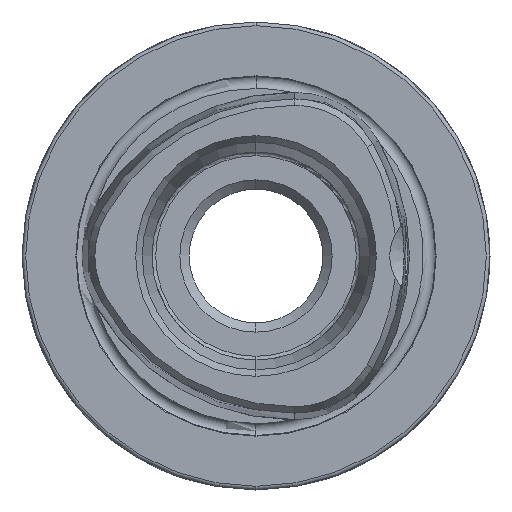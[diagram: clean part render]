
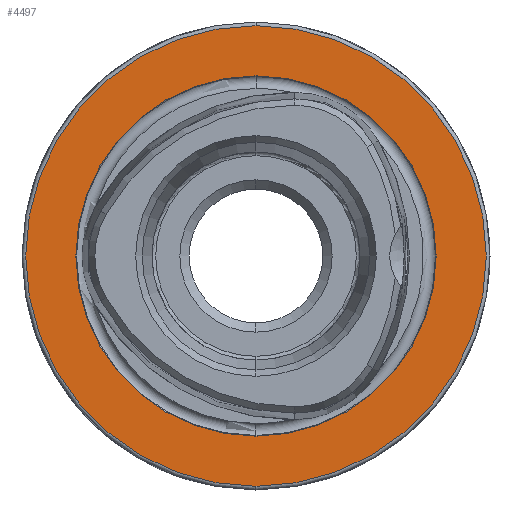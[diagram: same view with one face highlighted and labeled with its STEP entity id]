
A CAD part, left-side view. The second image highlights one B-rep face of the part: STEP entity #4497.
In plain terms, the highlighted planar face has unit normal (-1, 0, 0).
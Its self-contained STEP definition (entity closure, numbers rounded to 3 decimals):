
#135 = DIRECTION ( 'NONE',  ( 1., 0., 0. ) ) ;
#311 = CARTESIAN_POINT ( 'NONE',  ( 0., 0., 31. ) ) ;
#360 = CARTESIAN_POINT ( 'NONE',  ( 0., 0., -31. ) ) ;
#534 = EDGE_CURVE ( 'NONE', #943, #792, #1412, .T. ) ;
#608 = AXIS2_PLACEMENT_3D ( 'NONE', #6178, #135, #4078 ) ;
#787 = AXIS2_PLACEMENT_3D ( 'NONE', #919, #4827, #1480 ) ;
#792 = VERTEX_POINT ( 'NONE', #360 ) ;
#919 = CARTESIAN_POINT ( 'NONE',  ( 0., 0., 0. ) ) ;
#943 = VERTEX_POINT ( 'NONE', #311 ) ;
#1157 = VERTEX_POINT ( 'NONE', #6200 ) ;
#1412 = CIRCLE ( 'NONE', #5740, 31. ) ;
#1480 = DIRECTION ( 'NONE',  ( 0., 0., 1. ) ) ;
#1512 = FACE_OUTER_BOUND ( 'NONE', #2702, .T. ) ;
#1866 = CARTESIAN_POINT ( 'NONE',  ( 0., 0., 0. ) ) ;
#1956 = DIRECTION ( 'NONE',  ( -1., 0., 0. ) ) ;
#2073 = ORIENTED_EDGE ( 'NONE', *, *, #3688, .F. ) ;
#2414 = DIRECTION ( 'NONE',  ( 0., 0., 1. ) ) ;
#2702 = EDGE_LOOP ( 'NONE', ( #5035, #7017 ) ) ;
#2908 = CARTESIAN_POINT ( 'NONE',  ( 0., 0., 24.25 ) ) ;
#3176 = FACE_BOUND ( 'NONE', #6124, .T. ) ;
#3431 = ORIENTED_EDGE ( 'NONE', *, *, #6073, .F. ) ;
#3497 = CIRCLE ( 'NONE', #4109, 31. ) ;
#3688 = EDGE_CURVE ( 'NONE', #4090, #1157, #5550, .T. ) ;
#4078 = DIRECTION ( 'NONE',  ( 0., 0., -1. ) ) ;
#4090 = VERTEX_POINT ( 'NONE', #2908 ) ;
#4109 = AXIS2_PLACEMENT_3D ( 'NONE', #1866, #5762, #2414 ) ;
#4385 = CIRCLE ( 'NONE', #6154, 24.25 ) ;
#4497 = ADVANCED_FACE ( 'NONE', ( #3176, #1512 ), #5630, .F. ) ;
#4827 = DIRECTION ( 'NONE',  ( -1., 0., 0. ) ) ;
#5035 = ORIENTED_EDGE ( 'NONE', *, *, #534, .T. ) ;
#5143 = CARTESIAN_POINT ( 'NONE',  ( 0., 0., 0. ) ) ;
#5170 = DIRECTION ( 'NONE',  ( -1., 0., 0. ) ) ;
#5192 = DIRECTION ( 'NONE',  ( 0., 0., 1. ) ) ;
#5297 = CARTESIAN_POINT ( 'NONE',  ( 0., 0., 0. ) ) ;
#5550 = CIRCLE ( 'NONE', #787, 24.25 ) ;
#5630 = PLANE ( 'NONE',  #608 ) ;
#5740 = AXIS2_PLACEMENT_3D ( 'NONE', #5143, #5170, #5192 ) ;
#5762 = DIRECTION ( 'NONE',  ( -1., 0., 0. ) ) ;
#5852 = DIRECTION ( 'NONE',  ( 0., 0., 1. ) ) ;
#6073 = EDGE_CURVE ( 'NONE', #1157, #4090, #4385, .T. ) ;
#6124 = EDGE_LOOP ( 'NONE', ( #2073, #3431 ) ) ;
#6154 = AXIS2_PLACEMENT_3D ( 'NONE', #5297, #1956, #5852 ) ;
#6178 = CARTESIAN_POINT ( 'NONE',  ( 0., 24.25, 0. ) ) ;
#6200 = CARTESIAN_POINT ( 'NONE',  ( 0., 0., -24.25 ) ) ;
#7017 = ORIENTED_EDGE ( 'NONE', *, *, #7192, .T. ) ;
#7192 = EDGE_CURVE ( 'NONE', #792, #943, #3497, .T. ) ;
